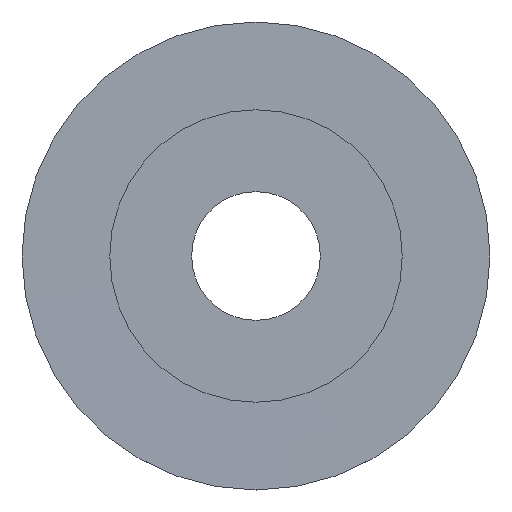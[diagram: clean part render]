
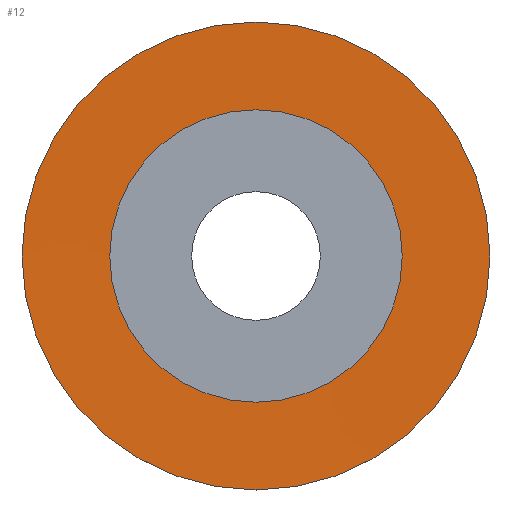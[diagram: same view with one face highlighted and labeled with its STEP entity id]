
A CAD part, top view. The second image highlights one B-rep face of the part: STEP entity #12.
In plain terms, the highlighted conical face has half-angle 89.885 degrees and reference radius 40 mm.
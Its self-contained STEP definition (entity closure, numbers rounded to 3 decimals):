
#12 = ADVANCED_FACE ( 'NONE', ( #160, #56 ), #177, .F. ) ;
#14 = ORIENTED_EDGE ( 'NONE', *, *, #244, .F. ) ;
#38 = DIRECTION ( 'NONE',  ( 0., 0., 1. ) ) ;
#47 = CARTESIAN_POINT ( 'NONE',  ( 0., 25., 0.57 ) ) ;
#56 = FACE_OUTER_BOUND ( 'NONE', #187, .T. ) ;
#82 = CIRCLE ( 'NONE', #205, 40. ) ;
#84 = VERTEX_POINT ( 'NONE', #199 ) ;
#91 = AXIS2_PLACEMENT_3D ( 'NONE', #138, #38, #185 ) ;
#96 = EDGE_CURVE ( 'NONE', #148, #148, #182, .T. ) ;
#115 = DIRECTION ( 'NONE',  ( 0., 1., 0. ) ) ;
#126 = DIRECTION ( 'NONE',  ( 0., 0., -1. ) ) ;
#129 = CARTESIAN_POINT ( 'NONE',  ( 0., 0., 0.57 ) ) ;
#138 = CARTESIAN_POINT ( 'NONE',  ( 0., 0., 0.6 ) ) ;
#148 = VERTEX_POINT ( 'NONE', #47 ) ;
#160 = FACE_BOUND ( 'NONE', #192, .T. ) ;
#161 = ORIENTED_EDGE ( 'NONE', *, *, #96, .T. ) ;
#170 = CARTESIAN_POINT ( 'NONE',  ( 0., 0., 0.6 ) ) ;
#177 = CONICAL_SURFACE ( 'NONE', #91, 40., 1.569 ) ;
#182 = CIRCLE ( 'NONE', #200, 25. ) ;
#185 = DIRECTION ( 'NONE',  ( 0., -1., 0. ) ) ;
#187 = EDGE_LOOP ( 'NONE', ( #14 ) ) ;
#192 = EDGE_LOOP ( 'NONE', ( #161 ) ) ;
#196 = DIRECTION ( 'NONE',  ( 0., 1., 0. ) ) ;
#199 = CARTESIAN_POINT ( 'NONE',  ( 0., 40., 0.6 ) ) ;
#200 = AXIS2_PLACEMENT_3D ( 'NONE', #129, #126, #196 ) ;
#203 = DIRECTION ( 'NONE',  ( 0., 0., -1. ) ) ;
#205 = AXIS2_PLACEMENT_3D ( 'NONE', #170, #203, #115 ) ;
#244 = EDGE_CURVE ( 'NONE', #84, #84, #82, .T. ) ;
